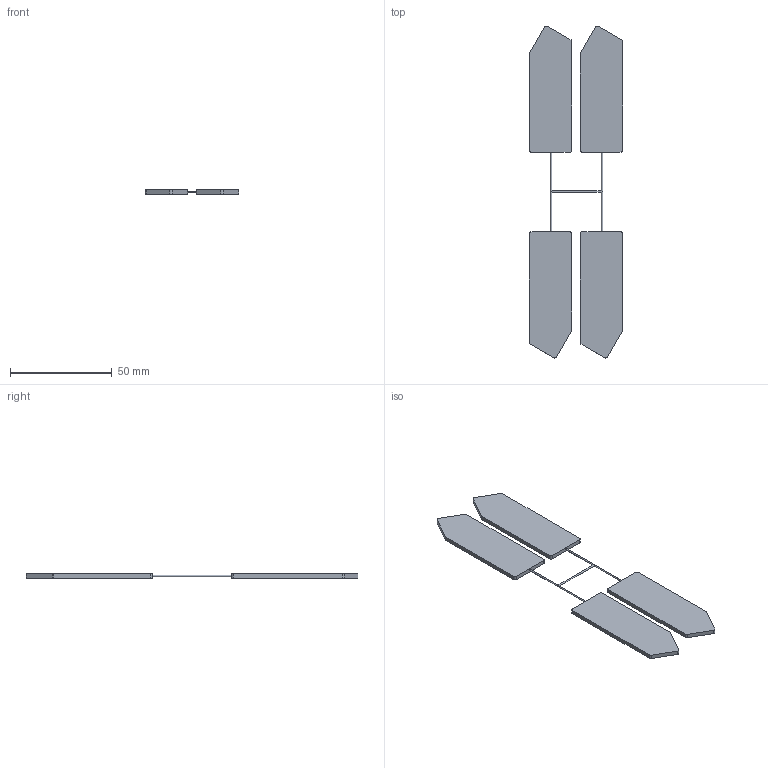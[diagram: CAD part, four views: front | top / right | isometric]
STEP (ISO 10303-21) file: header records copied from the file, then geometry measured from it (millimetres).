
FILE_DESCRIPTION(/* description */ (''),/* implementation_level */ '2;1');
FILE_NAME(/* name */ 'beauty_left_4pcs.step',/* time_stamp */ '2023-11-06T20:18:49+10:00',/* author */ (''),/* organization */ (''),/* preprocessor_version */ 'ST-DEVELOPER v20',/* originating_system */ 'Autodesk Translation Framework v12.9.0.99',/* authorisation */ '');
FILE_SCHEMA (('AUTOMOTIVE_DESIGN { 1 0 10303 214 3 1 1 }'));
Length unit declared in the file: millimetre
Products named in the file (1): (Unsaved)
Bounding box: 46 x 163 x 2 mm (x, y, z)
Volume: 9579.5 mm3; surface area: 11170.9 mm2
Topology: 8 solids, 8 shells, 132 faces, 384 edges, 276 vertices
Faces by surface type: cylinder 72, plane 44, bspline 16
Full cylindrical faces by diameter (mm): 0.5 x1, 0.8 x3, 1.623 x8, 2.074 x8
Entity records: 17042 total; most frequent: CARTESIAN_POINT 13791, ORIENTED_EDGE 768, DIRECTION 510, EDGE_CURVE 384, VERTEX_POINT 276, AXIS2_PLACEMENT_3D 197, B_SPLINE_CURVE_WITH_KNOTS 188, EDGE_LOOP 140
